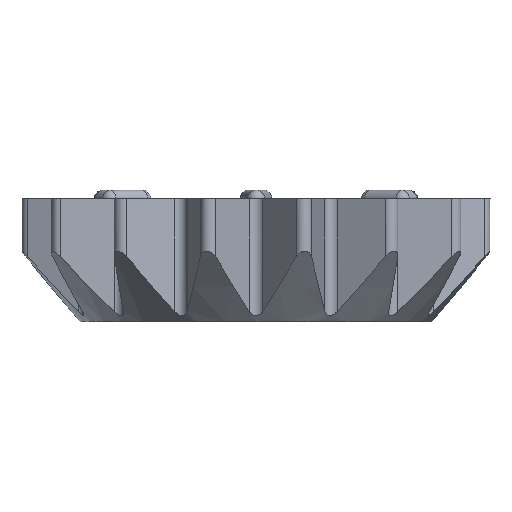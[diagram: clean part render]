
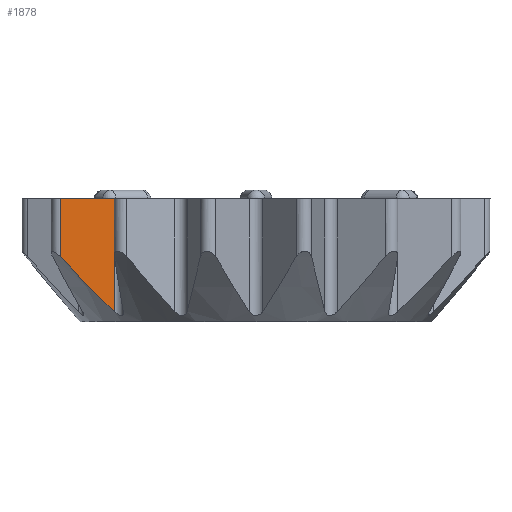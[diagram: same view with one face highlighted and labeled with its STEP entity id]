
A CAD part, front view. The second image highlights one B-rep face of the part: STEP entity #1878.
In plain terms, the highlighted planar face has unit normal (0.066, -0.998, 0).
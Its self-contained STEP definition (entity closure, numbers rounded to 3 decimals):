
#88=PLANE('',#2064);
#166=FACE_OUTER_BOUND('',#273,.T.);
#273=EDGE_LOOP('',(#1456,#1457,#1458,#1459));
#419=(
BOUNDED_CURVE()
B_SPLINE_CURVE(2,(#3334,#3335,#3336),.UNSPECIFIED.,.F.,.F.)
B_SPLINE_CURVE_WITH_KNOTS((3,3),(4.292,4.604),
 .UNSPECIFIED.)
CURVE()
GEOMETRIC_REPRESENTATION_ITEM()
RATIONAL_B_SPLINE_CURVE((1.572,1.475,1.36))
REPRESENTATION_ITEM('')
);
#441=LINE('',#3543,#563);
#442=LINE('',#3546,#564);
#443=LINE('',#3547,#565);
#563=VECTOR('',#2391,10.);
#564=VECTOR('',#2394,10.);
#565=VECTOR('',#2395,10.);
#844=VERTEX_POINT('',#3314);
#845=VERTEX_POINT('',#3333);
#886=VERTEX_POINT('',#3541);
#887=VERTEX_POINT('',#3545);
#1038=EDGE_CURVE('',#844,#845,#419,.T.);
#1115=EDGE_CURVE('',#886,#844,#441,.T.);
#1116=EDGE_CURVE('',#887,#886,#442,.T.);
#1117=EDGE_CURVE('',#845,#887,#443,.T.);
#1456=ORIENTED_EDGE('',*,*,#1115,.F.);
#1457=ORIENTED_EDGE('',*,*,#1116,.F.);
#1458=ORIENTED_EDGE('',*,*,#1117,.F.);
#1459=ORIENTED_EDGE('',*,*,#1038,.F.);
#1878=ADVANCED_FACE('',(#166),#88,.F.);
#2064=AXIS2_PLACEMENT_3D('',#3544,#2392,#2393);
#2391=DIRECTION('',(0.,0.,-1.));
#2392=DIRECTION('center_axis',(-0.066,0.998,0.));
#2393=DIRECTION('ref_axis',(0.998,0.066,0.));
#2394=DIRECTION('',(0.998,0.066,0.));
#2395=DIRECTION('',(0.,0.,1.));
#3314=CARTESIAN_POINT('',(1.935,18.267,6.604));
#3333=CARTESIAN_POINT('',(-1.112,18.067,9.699));
#3334=CARTESIAN_POINT('Ctrl Pts',(1.935,18.267,6.604));
#3335=CARTESIAN_POINT('Ctrl Pts',(0.579,18.178,7.915));
#3336=CARTESIAN_POINT('Ctrl Pts',(-1.112,18.067,9.699));
#3541=CARTESIAN_POINT('',(1.935,18.267,13.));
#3543=CARTESIAN_POINT('',(1.935,18.267,13.));
#3544=CARTESIAN_POINT('Origin',(-2.124,18.,13.));
#3545=CARTESIAN_POINT('',(-1.112,18.067,13.));
#3546=CARTESIAN_POINT('',(4.141,18.412,13.));
#3547=CARTESIAN_POINT('',(-1.112,18.067,13.));
